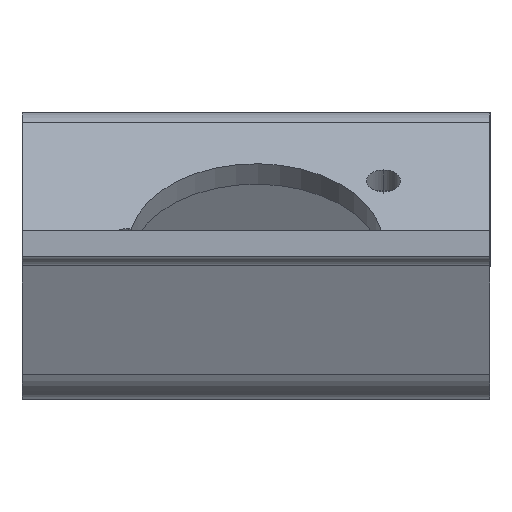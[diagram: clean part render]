
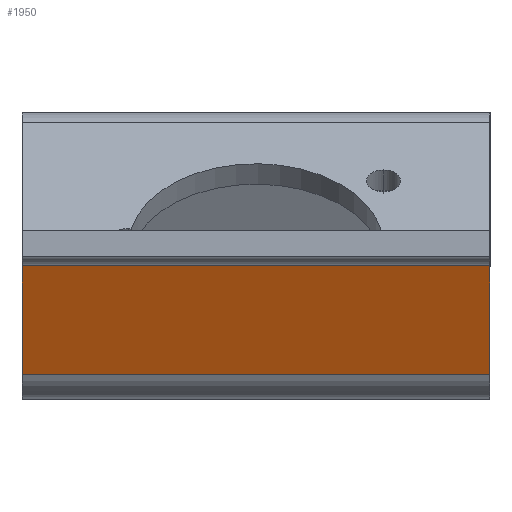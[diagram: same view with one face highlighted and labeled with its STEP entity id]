
A CAD part, left-side view. The second image highlights one B-rep face of the part: STEP entity #1950.
In plain terms, the highlighted planar face has unit normal (-0.906, 0, -0.423).
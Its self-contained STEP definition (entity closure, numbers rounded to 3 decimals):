
#703=DIRECTION('',(0.,1.,0.));
#704=VECTOR('',#703,44.);
#705=CARTESIAN_POINT('',(-3.625,-22.,-13.59));
#706=LINE('',#705,#704);
#729=DIRECTION('',(0.423,0.,-0.906));
#730=VECTOR('',#729,11.281);
#731=CARTESIAN_POINT('',(-8.393,22.,-3.366));
#732=LINE('',#731,#730);
#745=DIRECTION('',(0.423,0.,-0.906));
#746=VECTOR('',#745,11.281);
#747=CARTESIAN_POINT('',(-8.393,-22.,-3.366));
#748=LINE('',#747,#746);
#749=DIRECTION('',(0.,1.,0.));
#750=VECTOR('',#749,44.);
#751=CARTESIAN_POINT('',(-8.393,-22.,-3.366));
#752=LINE('',#751,#750);
#1019=CARTESIAN_POINT('',(-8.393,-22.,-3.366));
#1020=CARTESIAN_POINT('',(-3.625,-22.,-13.59));
#1021=VERTEX_POINT('',#1019);
#1022=VERTEX_POINT('',#1020);
#1035=CARTESIAN_POINT('',(-8.393,22.,-3.366));
#1036=CARTESIAN_POINT('',(-3.625,22.,-13.59));
#1037=VERTEX_POINT('',#1035);
#1038=VERTEX_POINT('',#1036);
#1938=CARTESIAN_POINT('',(-8.393,-22.,-3.366));
#1939=DIRECTION('',(0.906,0.,0.423));
#1940=DIRECTION('',(0.423,0.,-0.906));
#1941=AXIS2_PLACEMENT_3D('',#1938,#1939,#1940);
#1942=PLANE('',#1941);
#1943=ORIENTED_EDGE('',*,*,#1931,.T.);
#1944=ORIENTED_EDGE('',*,*,#1876,.T.);
#1945=ORIENTED_EDGE('',*,*,#1904,.F.);
#1947=ORIENTED_EDGE('',*,*,#1946,.F.);
#1948=EDGE_LOOP('',(#1943,#1944,#1945,#1947));
#1949=FACE_OUTER_BOUND('',#1948,.F.);
#1876=EDGE_CURVE('',#1022,#1038,#706,.T.);
#1904=EDGE_CURVE('',#1037,#1038,#732,.T.);
#1931=EDGE_CURVE('',#1021,#1022,#748,.T.);
#1946=EDGE_CURVE('',#1021,#1037,#752,.T.);
#1950=ADVANCED_FACE('',(#1949),#1942,.F.);
